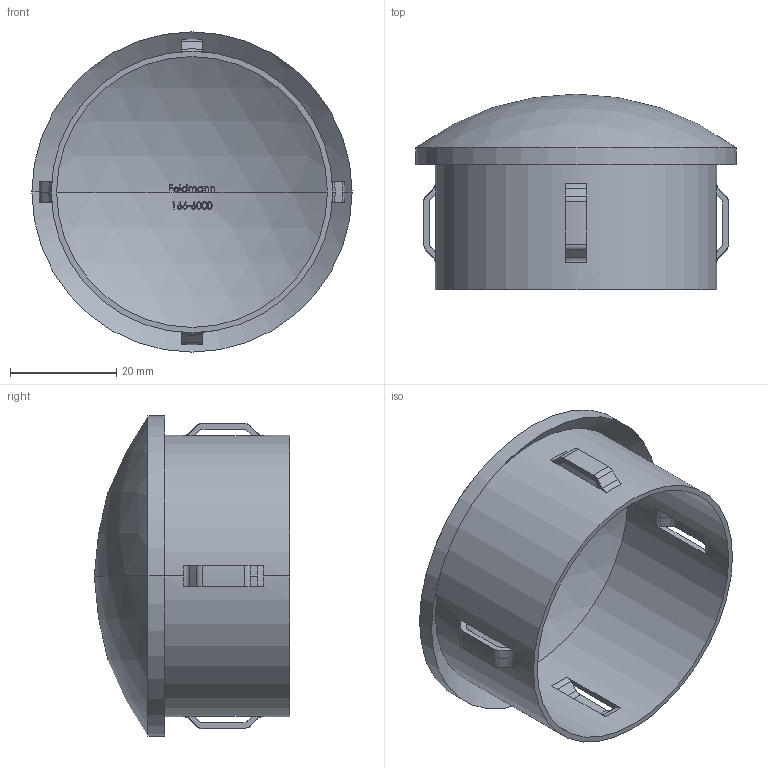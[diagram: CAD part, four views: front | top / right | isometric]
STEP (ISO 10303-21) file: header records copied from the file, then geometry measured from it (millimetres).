
FILE_DESCRIPTION (( 'STEP AP203' ), '1' );
FILE_NAME ('166-6000.step', '2019-09-13T12:01:41', ( '' ), ( '' ), 'SwSTEP 2.0', 'SolidWorks 2015', '' );
FILE_SCHEMA (( 'CONFIG_CONTROL_DESIGN' ));
Length unit declared in the file: millimetre
Products named in the file (1): 166-6000
Bounding box: 60.3 x 36.8 x 60.3 mm (x, y, z)
Volume: 12363.1 mm3; surface area: 15909.7 mm2
Topology: 1 solids, 1 shells, 308 faces, 844 edges, 544 vertices
Faces by surface type: bspline 102, plane 90, sphere 40, torus 40, cone 20, cylinder 16
Entity records: 14690 total; most frequent: CARTESIAN_POINT 7483, ORIENTED_EDGE 1688, DIRECTION 1207, EDGE_CURVE 844, VERTEX_POINT 544, AXIS2_PLACEMENT_3D 484, EDGE_LOOP 330, B_SPLINE_CURVE_WITH_KNOTS 328
